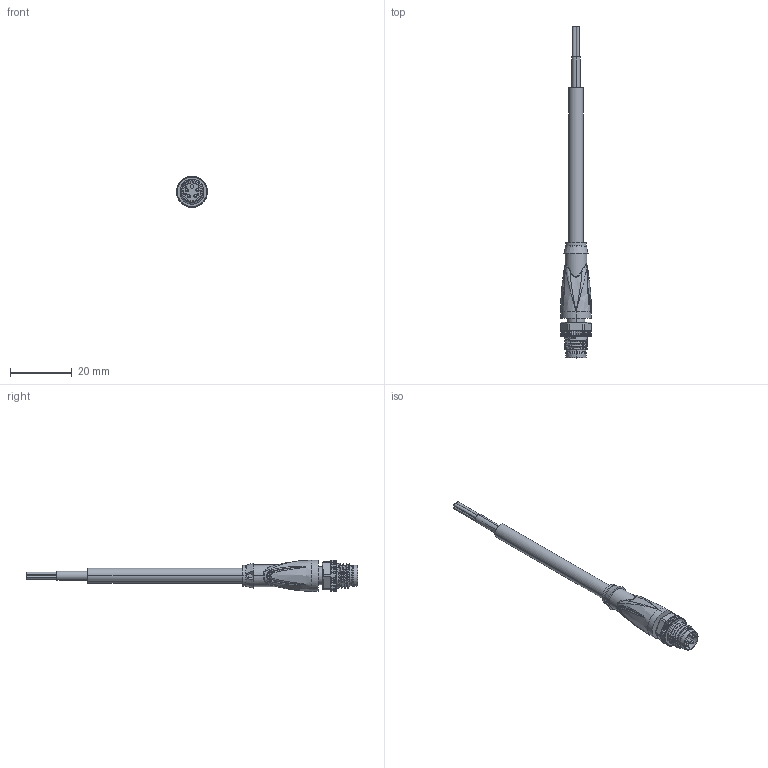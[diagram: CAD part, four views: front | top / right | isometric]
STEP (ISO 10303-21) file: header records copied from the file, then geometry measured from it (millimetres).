
FILE_DESCRIPTION(('STEP AP214'),'1');
FILE_NAME('cctmp_687D915E-0871-4C10-B07F-47897D478780_2022_04_27_10_48_32_0562..stp','2022-04-27T08:48:36',('KiM GmbH'),('CADClick - www.CADClick.com'),'Spatial InterOp 3D postprocessed',' ','unknown authorization');
FILE_SCHEMA(('AUTOMOTIVE_DESIGN'));
Length unit declared in the file: millimetre
Products named in the file (7): T193916_1; Connection2; Cable; Connection1; Connection1_2; Connection1_1; T193916
Assembly tree (6 placements, depth 4):
  T193916
    T193916_1
      Connection2
      Cable
      Connection1
        Connection1_2
        Connection1_1
Bounding box: 10 x 107.3 x 10.15 mm (x, y, z)
Volume: 2971 mm3; surface area: 3452.8 mm2
Topology: 9 solids, 9 shells, 839 faces, 2241 edges, 1441 vertices
Faces by surface type: plane 423, cylinder 114, bspline 109, cone 89, torus 80, extrusion 16, sphere 8
Entity records: 46431 total; most frequent: CARTESIAN_POINT 20667, ORIENTED_EDGE 4466, DIRECTION 3640, EDGE_CURVE 2233, STYLED_ITEM 1649, PRESENTATION_STYLE_ASSIGNMENT 1649, VERTEX_POINT 1441, VECTOR 1226
